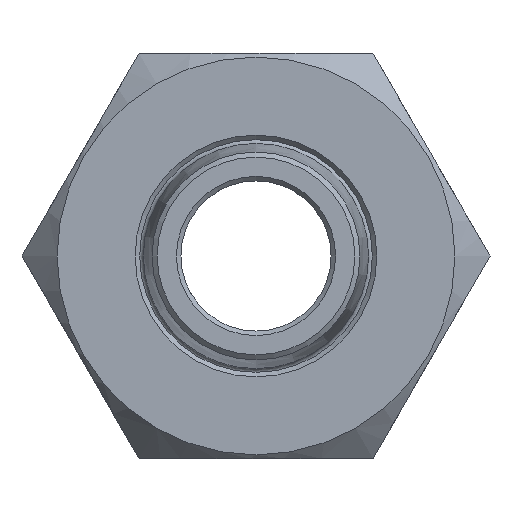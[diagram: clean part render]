
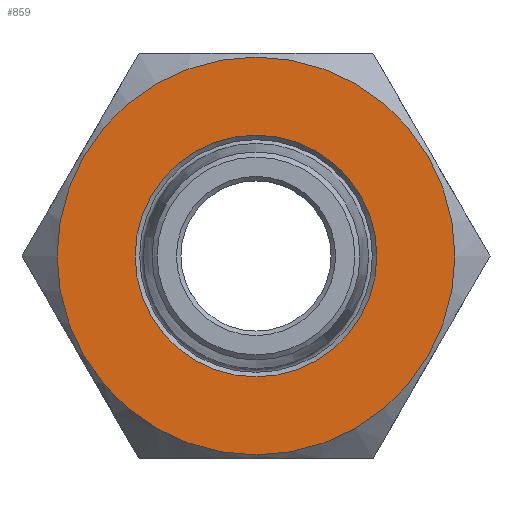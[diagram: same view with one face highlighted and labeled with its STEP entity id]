
A CAD part, left-side view. The second image highlights one B-rep face of the part: STEP entity #859.
In plain terms, the highlighted planar face has unit normal (-1, 0, 0).
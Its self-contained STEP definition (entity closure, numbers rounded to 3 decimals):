
#45=FACE_BOUND('',#153,.T.);
#69=PLANE('',#1000);
#94=FACE_OUTER_BOUND('',#152,.T.);
#152=EDGE_LOOP('',(#629));
#153=EDGE_LOOP('',(#630));
#296=CIRCLE('',#981,13.25);
#303=CIRCLE('',#995,8.05);
#385=VERTEX_POINT('',#1490);
#391=VERTEX_POINT('',#1516);
#468=EDGE_CURVE('',#385,#385,#296,.T.);
#480=EDGE_CURVE('',#391,#391,#303,.T.);
#629=ORIENTED_EDGE('',*,*,#468,.T.);
#630=ORIENTED_EDGE('',*,*,#480,.F.);
#859=ADVANCED_FACE('',(#94,#45),#69,.T.);
#981=AXIS2_PLACEMENT_3D('',#1492,#1129,#1130);
#995=AXIS2_PLACEMENT_3D('',#1517,#1162,#1163);
#1000=AXIS2_PLACEMENT_3D('',#1527,#1174,#1175);
#1129=DIRECTION('center_axis',(-1.,0.,0.));
#1130=DIRECTION('ref_axis',(0.,1.,0.));
#1162=DIRECTION('center_axis',(-1.,0.,0.));
#1163=DIRECTION('ref_axis',(0.,0.,-1.));
#1174=DIRECTION('center_axis',(-1.,0.,0.));
#1175=DIRECTION('ref_axis',(0.,0.,1.));
#1490=CARTESIAN_POINT('',(-13.5,-13.25,0.));
#1492=CARTESIAN_POINT('Origin',(-13.5,0.,0.));
#1516=CARTESIAN_POINT('',(-13.5,0.,8.05));
#1517=CARTESIAN_POINT('Origin',(-13.5,0.,0.));
#1527=CARTESIAN_POINT('Origin',(-13.5,0.,0.));
